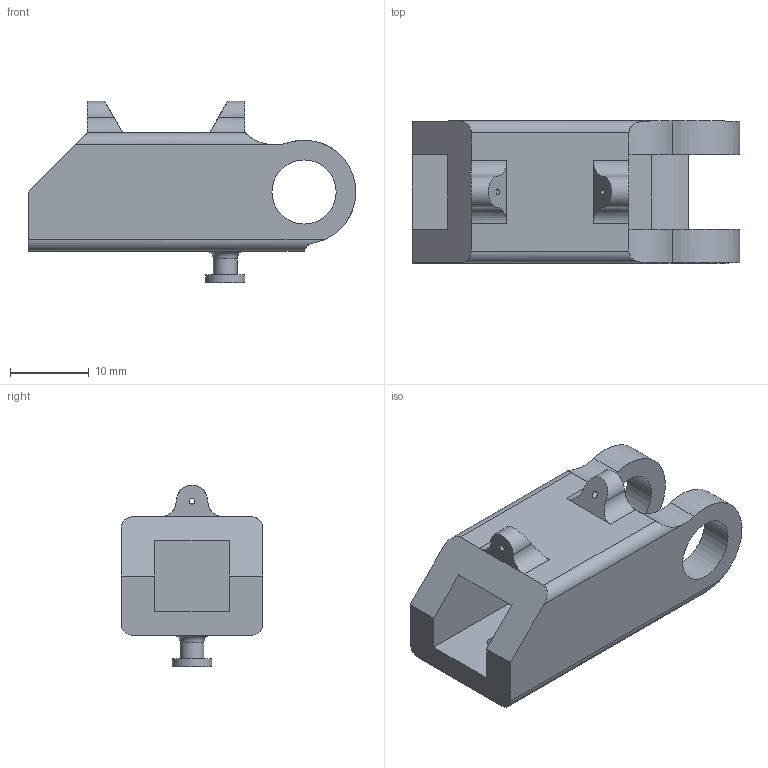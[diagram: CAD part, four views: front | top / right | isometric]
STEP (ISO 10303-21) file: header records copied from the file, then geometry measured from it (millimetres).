
FILE_DESCRIPTION(/* description */ (''),/* implementation_level */ '2;1');
FILE_NAME(/* name */ 'Proximal_phalanx_thumb v4.step',/* time_stamp */ '2020-05-04T12:20:43-06:00',/* author */ (''),/* organization */ (''),/* preprocessor_version */ 'ST-DEVELOPER v18.1',/* originating_system */ 'Autodesk Translation Framework v9.2.0.1227',/* authorisation */ '');
FILE_SCHEMA (('AUTOMOTIVE_DESIGN { 1 0 10303 214 3 1 1 }'));
Length unit declared in the file: millimetre
Products named in the file (2): Proximal_phalanx_thumb; Component2
Assembly tree (1 placements, depth 2):
  Proximal_phalanx_thumb
    Component2
Bounding box: 41.57 x 18 x 23 mm (x, y, z)
Volume: 6733.5 mm3; surface area: 3914 mm2
Topology: 1 solids, 1 shells, 46 faces, 119 edges, 77 vertices
Faces by surface type: cylinder 24, plane 21, torus 1
Full cylindrical faces by diameter (mm): 0.75 x2, 2.1 x1, 3 x1, 5 x1, 8.137 x2
Entity records: 1539 total; most frequent: CARTESIAN_POINT 303, DIRECTION 257, ORIENTED_EDGE 238, EDGE_CURVE 119, AXIS2_PLACEMENT_3D 95, VERTEX_POINT 77, LINE 67, VECTOR 67
